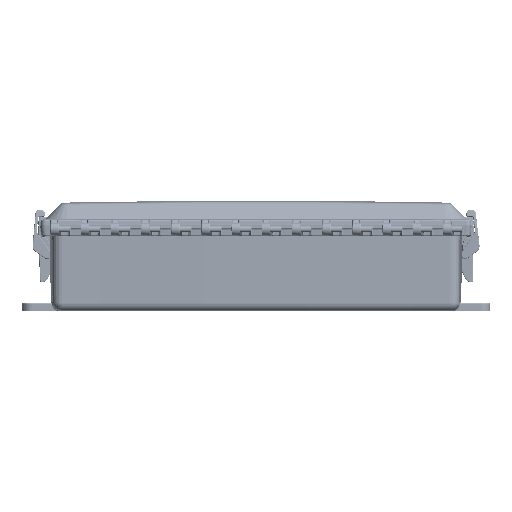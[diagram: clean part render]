
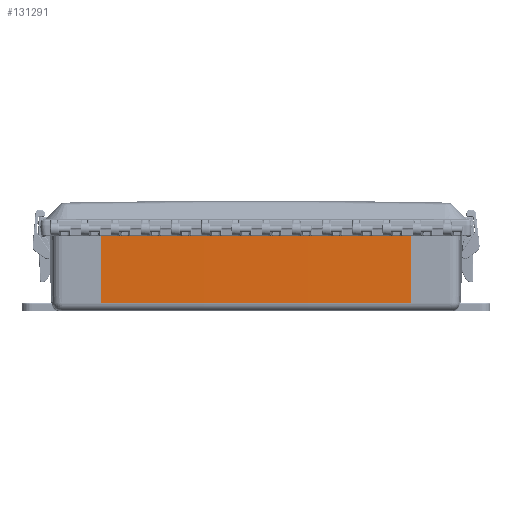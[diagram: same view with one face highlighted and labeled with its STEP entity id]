
A CAD part, top view. The second image highlights one B-rep face of the part: STEP entity #131291.
In plain terms, the highlighted conical face has half-angle 0.5 degrees and reference radius 8137.21 mm.
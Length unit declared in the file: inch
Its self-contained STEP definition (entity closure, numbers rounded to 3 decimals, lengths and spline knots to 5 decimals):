
#693 = VERTEX_POINT ( 'NONE', #83273 ) ;
#12536 = ORIENTED_EDGE ( 'NONE', *, *, #72549, .T. ) ;
#31408 = CONICAL_SURFACE ( 'NONE', #269209, 320.36265, 0.009 ) ;
#33106 = CARTESIAN_POINT ( 'NONE',  ( 0.00369, 2.16508, -312.09958 ) ) ;
#50389 = CARTESIAN_POINT ( 'NONE',  ( 7.69388, 3.97207, 8.18653 ) ) ;
#51135 = VERTEX_POINT ( 'NONE', #144827 ) ;
#52322 = EDGE_CURVE ( 'NONE', #51135, #693, #257585, .T. ) ;
#59986 = DIRECTION ( 'NONE',  ( 0., -1., -0.009 ) ) ;
#62814 = EDGE_LOOP ( 'NONE', ( #164291, #210112, #253893, #12536 ) ) ;
#72549 = EDGE_CURVE ( 'NONE', #198129, #693, #287751, .T. ) ;
#78651 = AXIS2_PLACEMENT_3D ( 'NONE', #238704, #286308, #195456 ) ;
#83273 = CARTESIAN_POINT ( 'NONE',  ( -7.68574, 0.3581, 8.155 ) ) ;
#98669 = FACE_OUTER_BOUND ( 'NONE', #62814, .T. ) ;
#107599 = CARTESIAN_POINT ( 'NONE',  ( -7.6865, 3.97207, 8.18653 ) ) ;
#122484 = DIRECTION ( 'NONE',  ( 1., 0., 0. ) ) ;
#131291 = ADVANCED_FACE ( 'NONE', ( #98669 ), #31408, .T. ) ;
#136157 = DIRECTION ( 'NONE',  ( 0., -1., 0. ) ) ;
#144827 = CARTESIAN_POINT ( 'NONE',  ( 7.69312, 0.3581, 8.155 ) ) ;
#148133 = AXIS2_PLACEMENT_3D ( 'NONE', #249272, #136157, #226967 ) ;
#163517 = LINE ( 'NONE', #50389, #287210 ) ;
#164291 = ORIENTED_EDGE ( 'NONE', *, *, #52322, .F. ) ;
#164730 = EDGE_CURVE ( 'NONE', #232458, #51135, #163517, .T. ) ;
#195456 = DIRECTION ( 'NONE',  ( 0.024, 0., 1. ) ) ;
#198129 = VERTEX_POINT ( 'NONE', #262100 ) ;
#210112 = ORIENTED_EDGE ( 'NONE', *, *, #164730, .F. ) ;
#226967 = DIRECTION ( 'NONE',  ( 0.024, 0., 1. ) ) ;
#232019 = DIRECTION ( 'NONE',  ( 0., -1., -0.009 ) ) ;
#232458 = VERTEX_POINT ( 'NONE', #253269 ) ;
#238704 = CARTESIAN_POINT ( 'NONE',  ( 0.00369, 3.97207, -312.09958 ) ) ;
#241037 = EDGE_CURVE ( 'NONE', #232458, #198129, #259256, .T. ) ;
#249272 = CARTESIAN_POINT ( 'NONE',  ( 0.00369, 0.3581, -312.09958 ) ) ;
#253269 = CARTESIAN_POINT ( 'NONE',  ( 7.69388, 3.97207, 8.18653 ) ) ;
#253893 = ORIENTED_EDGE ( 'NONE', *, *, #241037, .T. ) ;
#257585 = CIRCLE ( 'NONE', #148133, 320.34689 ) ;
#259256 = CIRCLE ( 'NONE', #78651, 320.37842 ) ;
#262100 = CARTESIAN_POINT ( 'NONE',  ( -7.6865, 3.97207, 8.18653 ) ) ;
#269209 = AXIS2_PLACEMENT_3D ( 'NONE', #33106, #280289, #122484 ) ;
#273262 = VECTOR ( 'NONE', #59986, 39.37008 ) ;
#280289 = DIRECTION ( 'NONE',  ( 0., 1., 0. ) ) ;
#286308 = DIRECTION ( 'NONE',  ( 0., -1., 0. ) ) ;
#287210 = VECTOR ( 'NONE', #232019, 39.37008 ) ;
#287751 = LINE ( 'NONE', #107599, #273262 ) ;
